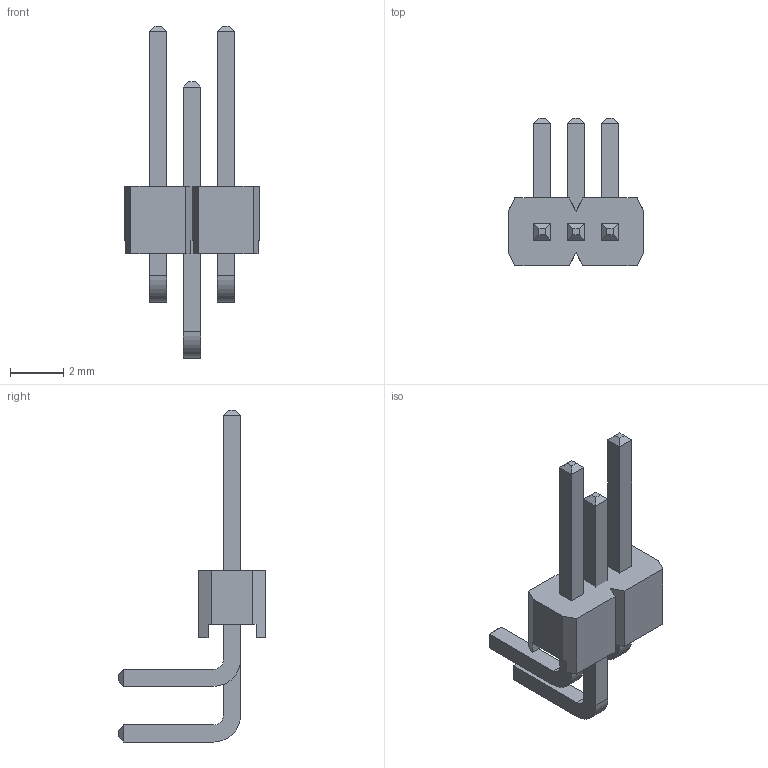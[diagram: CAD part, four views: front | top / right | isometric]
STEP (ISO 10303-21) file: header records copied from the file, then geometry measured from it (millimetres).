
FILE_DESCRIPTION( ( 'Unknown' ), '1' );
FILE_NAME( '61300211021.stp', 'Unknown', ( 'Unknown' ), ( 'Unknown' ), 'PSStep 14.0', 'Unknown', ' ' );
FILE_SCHEMA( ( 'AUTOMOTIVE_DESIGN { 1 0 10303 214 1 1 1 1 }' ) );
Length unit declared in the file: millimetre
Products named in the file (3): Assem1; 61300211021; 6130xx11021_PIN
Bounding box: 5.08 x 5.54 x 12.45 mm (x, y, z)
Volume: 67.5 mm3; surface area: 260.4 mm2
Topology: 5 solids, 5 shells, 118 faces, 300 edges, 192 vertices
Faces by surface type: plane 112, cylinder 6
Entity records: 1950 total; most frequent: CARTESIAN_POINT 268, ORIENTED_EDGE 260, DIRECTION 242, EDGE_CURVE 130, LINE 126, VECTOR 126, VERTEX_POINT 84, AXIS2_PLACEMENT_3D 58
